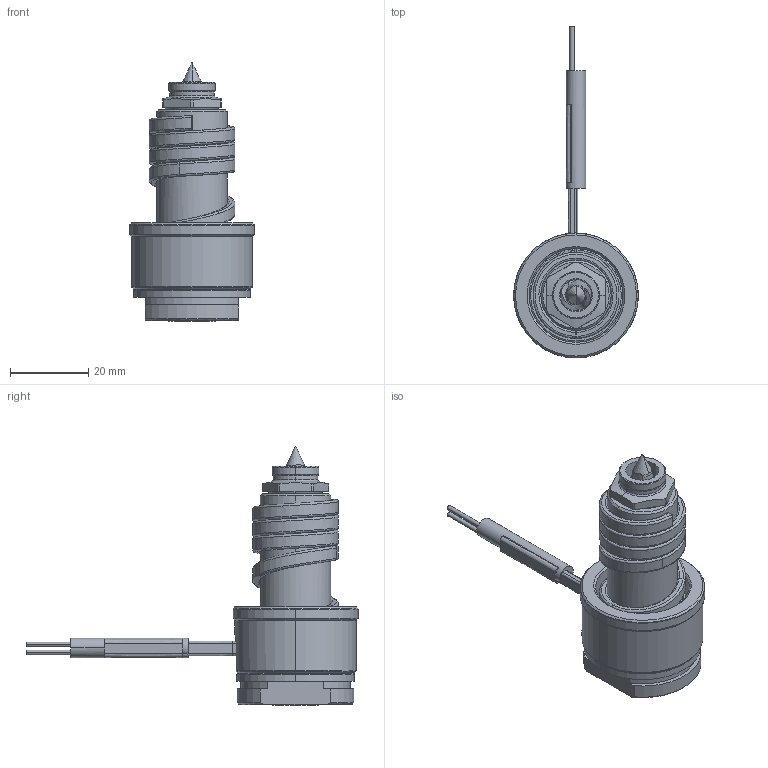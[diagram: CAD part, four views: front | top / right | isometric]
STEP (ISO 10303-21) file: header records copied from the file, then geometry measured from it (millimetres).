
FILE_DESCRIPTION((''),'2;1');
FILE_NAME('SM-66-BKU-N','2014-03-03T',('Íàòàëüÿ'),('IMID'),'PRO/ENGINEER BY PARAMETRIC TECHNOLOGY CORPORATION, 2010180','PRO/ENGINEER BY PARAMETRIC TECHNOLOGY CORPORATION, 2010180','');
FILE_SCHEMA(('CONFIG_CONTROL_DESIGN'));
Length unit declared in the file: millimetre
Products named in the file (1): SM-66-BKU-N
Bounding box: 32 x 85 x 66.2 mm (x, y, z)
Volume: 25162.6 mm3; surface area: 14855.1 mm2
Topology: 1 solids, 10 shells, 328 faces, 838 edges, 503 vertices
Faces by surface type: cylinder 111, bspline 63, cone 58, plane 52, torus 28, revolution 9, extrusion 7
Entity records: 16019 total; most frequent: CARTESIAN_POINT 8482, ORIENTED_EDGE 1636, DIRECTION 1449, EDGE_CURVE 830, AXIS2_PLACEMENT_3D 580, VERTEX_POINT 503, EDGE_LOOP 351, CIRCLE 330
